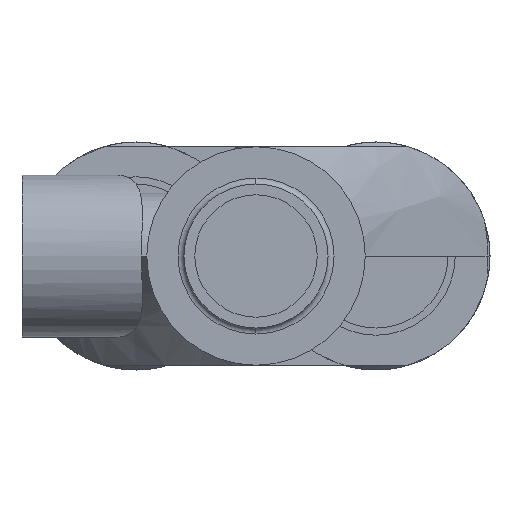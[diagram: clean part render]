
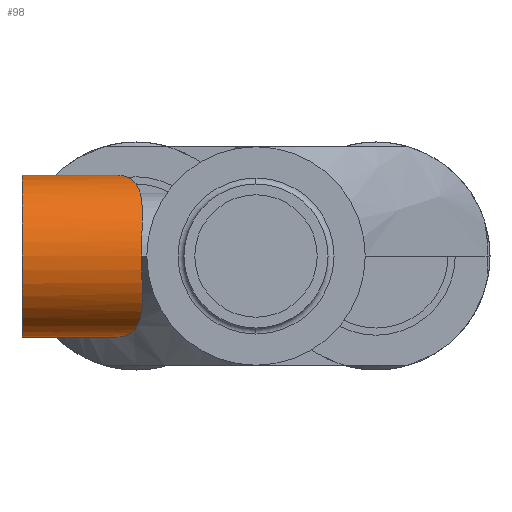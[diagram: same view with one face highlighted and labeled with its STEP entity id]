
A CAD part, left-side view. The second image highlights one B-rep face of the part: STEP entity #98.
In plain terms, the highlighted cylindrical face has radius 6.75 mm (diameter 13.5 mm), a partial arc.
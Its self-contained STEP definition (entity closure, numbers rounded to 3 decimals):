
#98=ADVANCED_FACE('',(#251),#252,.T.);
#251=FACE_OUTER_BOUND('',#458,.T.);
#252=CYLINDRICAL_SURFACE('',#459,6.75);
#458=EDGE_LOOP('',(#965,#966,#967,#968,#969,#970));
#459=AXIS2_PLACEMENT_3D('',#971,#972,#973);
#965=ORIENTED_EDGE('',*,*,#1419,.T.);
#966=ORIENTED_EDGE('',*,*,#1492,.F.);
#967=ORIENTED_EDGE('',*,*,#1421,.T.);
#968=ORIENTED_EDGE('',*,*,#1493,.F.);
#969=ORIENTED_EDGE('',*,*,#1494,.F.);
#970=ORIENTED_EDGE('',*,*,#1340,.F.);
#971=CARTESIAN_POINT('',(34.6,9.75,0.));
#972=DIRECTION('',(0.,1.0,0.));
#973=DIRECTION('',(0.,0.0,1.0));
#1340=EDGE_CURVE('',#1595,#1584,#1597,.T.);
#1419=EDGE_CURVE('',#1595,#1743,#1744,.T.);
#1421=EDGE_CURVE('',#1747,#1745,#1748,.T.);
#1492=EDGE_CURVE('',#1747,#1743,#1865,.T.);
#1493=EDGE_CURVE('',#1866,#1745,#1867,.T.);
#1494=EDGE_CURVE('',#1584,#1866,#1868,.T.);
#1584=VERTEX_POINT('',#2050);
#1595=VERTEX_POINT('',#2100);
#1597=B_SPLINE_CURVE_WITH_KNOTS('',3,(#2125,#2126,#2127,#2128,#2129,#2130,#2131,#2132,#2133,#2134,#2135,#2136,#2137,#2138,#2139,#2140,#2141,#2142,#2143,#2144,#2145,#2146),.UNSPECIFIED.,.F.,.F.,(4,2,2,2,2,2,2,2,2,2,4),(25.585,25.99,27.834,28.883,29.932,30.981,32.03,33.07,34.111,35.152,36.193),.UNSPECIFIED.);
#1743=VERTEX_POINT('',#2397);
#1744=LINE('',#2398,#2399);
#1745=VERTEX_POINT('',#2400);
#1747=VERTEX_POINT('',#2425);
#1748=LINE('',#2426,#2427);
#1865=CIRCLE('',#2593,6.75);
#1866=VERTEX_POINT('',#2594);
#1867=B_SPLINE_CURVE_WITH_KNOTS('',3,(#2595,#2596,#2597,#2598,#2599,#2600),.UNSPECIFIED.,.F.,.F.,(4,2,4),(0.0,1.844,2.25),.UNSPECIFIED.);
#1868=B_SPLINE_CURVE_WITH_KNOTS('',3,(#2601,#2602,#2603,#2604,#2605,#2606,#2607,#2608,#2609,#2610,#2611,#2612,#2613,#2614,#2615,#2616,#2617,#2618),.UNSPECIFIED.,.F.,.F.,(4,2,2,2,2,2,2,2,4),(36.193,37.234,38.274,39.315,40.356,41.405,42.453,43.502,44.551),.UNSPECIFIED.);
#2050=CARTESIAN_POINT('',(27.85,9.534,0.));
#2100=CARTESIAN_POINT('',(34.6,11.617,6.75));
#2125=CARTESIAN_POINT('',(34.6,11.617,6.75));
#2126=CARTESIAN_POINT('',(34.483,11.539,6.75));
#2127=CARTESIAN_POINT('',(34.365,11.462,6.747));
#2128=CARTESIAN_POINT('',(33.712,11.043,6.713));
#2129=CARTESIAN_POINT('',(33.172,10.732,6.621));
#2130=CARTESIAN_POINT('',(32.337,10.322,6.367));
#2131=CARTESIAN_POINT('',(32.022,10.181,6.248));
#2132=CARTESIAN_POINT('',(31.394,9.937,5.95));
#2133=CARTESIAN_POINT('',(31.081,9.834,5.772));
#2134=CARTESIAN_POINT('',(30.481,9.669,5.36));
#2135=CARTESIAN_POINT('',(30.194,9.608,5.127));
#2136=CARTESIAN_POINT('',(29.666,9.524,4.621));
#2137=CARTESIAN_POINT('',(29.426,9.499,4.349));
#2138=CARTESIAN_POINT('',(29.006,9.474,3.793));
#2139=CARTESIAN_POINT('',(28.81,9.471,3.49));
#2140=CARTESIAN_POINT('',(28.467,9.478,2.843));
#2141=CARTESIAN_POINT('',(28.319,9.487,2.5));
#2142=CARTESIAN_POINT('',(28.082,9.506,1.794));
#2143=CARTESIAN_POINT('',(27.993,9.516,1.431));
#2144=CARTESIAN_POINT('',(27.877,9.53,0.707));
#2145=CARTESIAN_POINT('',(27.85,9.534,0.347));
#2146=CARTESIAN_POINT('',(27.85,9.534,0.));
#2397=CARTESIAN_POINT('',(34.6,19.5,6.75));
#2398=CARTESIAN_POINT('',(34.6,9.75,6.75));
#2399=VECTOR('',#3101,1.0);
#2400=CARTESIAN_POINT('',(34.6,11.617,-6.75));
#2425=CARTESIAN_POINT('',(34.6,19.5,-6.75));
#2426=CARTESIAN_POINT('',(34.6,9.75,-6.75));
#2427=VECTOR('',#3102,1.0);
#2593=AXIS2_PLACEMENT_3D('',#3215,#3216,#3217);
#2594=CARTESIAN_POINT('',(32.64,10.47,-6.459));
#2595=CARTESIAN_POINT('',(32.64,10.47,-6.459));
#2596=CARTESIAN_POINT('',(33.172,10.732,-6.621));
#2597=CARTESIAN_POINT('',(33.712,11.043,-6.713));
#2598=CARTESIAN_POINT('',(34.365,11.462,-6.747));
#2599=CARTESIAN_POINT('',(34.483,11.539,-6.75));
#2600=CARTESIAN_POINT('',(34.6,11.617,-6.75));
#2601=CARTESIAN_POINT('',(27.85,9.534,0.));
#2602=CARTESIAN_POINT('',(27.85,9.534,-0.347));
#2603=CARTESIAN_POINT('',(27.877,9.53,-0.707));
#2604=CARTESIAN_POINT('',(27.993,9.516,-1.431));
#2605=CARTESIAN_POINT('',(28.082,9.506,-1.794));
#2606=CARTESIAN_POINT('',(28.319,9.487,-2.5));
#2607=CARTESIAN_POINT('',(28.467,9.478,-2.843));
#2608=CARTESIAN_POINT('',(28.81,9.471,-3.49));
#2609=CARTESIAN_POINT('',(29.006,9.474,-3.793));
#2610=CARTESIAN_POINT('',(29.426,9.499,-4.349));
#2611=CARTESIAN_POINT('',(29.666,9.524,-4.621));
#2612=CARTESIAN_POINT('',(30.194,9.608,-5.127));
#2613=CARTESIAN_POINT('',(30.481,9.669,-5.36));
#2614=CARTESIAN_POINT('',(31.081,9.834,-5.772));
#2615=CARTESIAN_POINT('',(31.394,9.937,-5.95));
#2616=CARTESIAN_POINT('',(32.022,10.181,-6.248));
#2617=CARTESIAN_POINT('',(32.337,10.322,-6.367));
#2618=CARTESIAN_POINT('',(32.64,10.47,-6.459));
#3101=DIRECTION('',(0.,1.0,0.));
#3102=DIRECTION('',(0.,-1.0,0.));
#3215=CARTESIAN_POINT('',(34.6,19.5,0.));
#3216=DIRECTION('',(0.,1.0,0.));
#3217=DIRECTION('',(0.,0.0,1.0));
